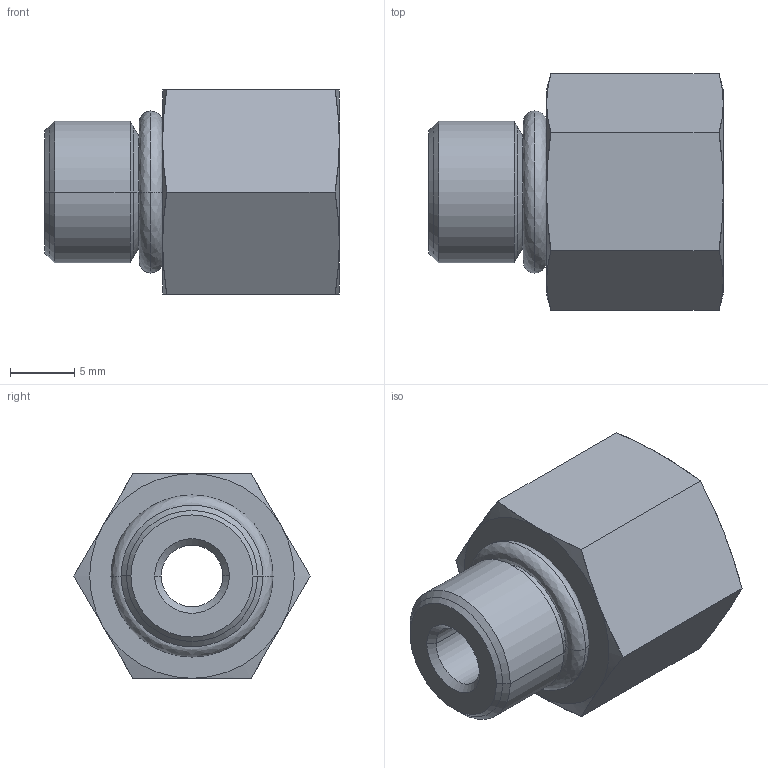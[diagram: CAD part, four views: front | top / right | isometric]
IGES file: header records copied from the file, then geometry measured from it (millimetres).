
Start section:  PTC IGES file: ilcm43000023.igs
Global section: file name: ilcm43000023.igs; native system: Pro/ENGINEER by Parametric Technology Corporation; preprocessor: 2007460; author: mes; organization: Unknown; date: 20090727.094448; units: inch
Bounding box: 22.85 x 18.33 x 15.88 mm (x, y, z)
Surface area: 2647.6 mm2 (no closed solid volume)
Topology: 0 solids, 0 shells, 50 faces, 208 edges, 208 vertices
Faces by surface type: revolution 40, bspline 10
